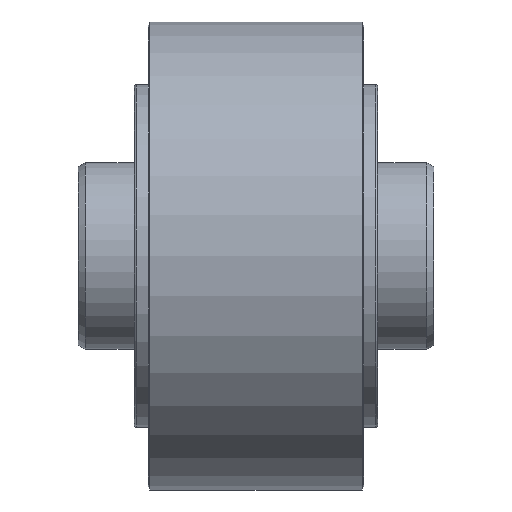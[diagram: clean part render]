
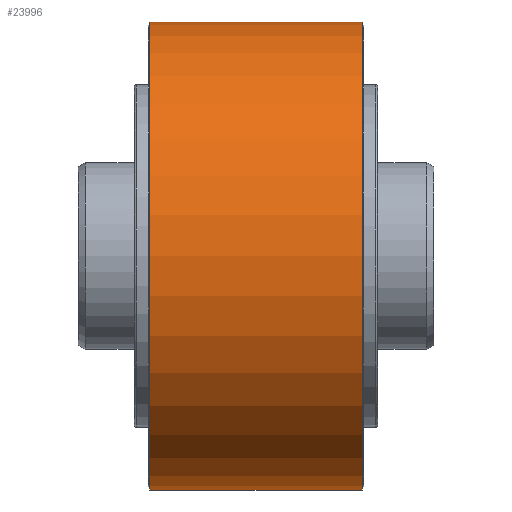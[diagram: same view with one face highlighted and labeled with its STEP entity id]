
A CAD part, top view. The second image highlights one B-rep face of the part: STEP entity #23996.
In plain terms, the highlighted cylindrical face has radius 37.5 mm (diameter 75 mm), a partial arc.
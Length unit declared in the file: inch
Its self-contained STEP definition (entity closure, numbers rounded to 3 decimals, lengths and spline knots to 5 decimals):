
#22706=CARTESIAN_POINT('',(-0.66929,0.,0.));
#22707=DIRECTION('',(-1.,0.,0.));
#22708=DIRECTION('',(0.,-1.,0.));
#22709=AXIS2_PLACEMENT_3D('',#22706,#22707,#22708);
#22806=DIRECTION('',(1.,0.,0.));
#22807=VECTOR('',#22806,1.33858);
#22808=CARTESIAN_POINT('',(-0.66929,1.47638,0.));
#22809=LINE('',#22808,#22807);
#22810=DIRECTION('',(-1.,0.,0.));
#22811=VECTOR('',#22810,1.33858);
#22812=CARTESIAN_POINT('',(0.66929,-1.47638,0.));
#22813=LINE('',#22812,#22811);
#22814=CARTESIAN_POINT('',(0.66929,0.,0.));
#22815=DIRECTION('',(1.,0.,0.));
#22816=DIRECTION('',(0.,1.,0.));
#22817=AXIS2_PLACEMENT_3D('',#22814,#22815,#22816);
#23656=CARTESIAN_POINT('',(-0.66929,-1.47638,0.));
#23657=CARTESIAN_POINT('',(-0.66929,1.47638,0.));
#23658=VERTEX_POINT('',#23656);
#23659=VERTEX_POINT('',#23657);
#23660=CARTESIAN_POINT('',(0.66929,1.47638,0.));
#23661=VERTEX_POINT('',#23660);
#23662=CARTESIAN_POINT('',(0.66929,-1.47638,0.));
#23663=VERTEX_POINT('',#23662);
#23982=CARTESIAN_POINT('',(-0.66929,0.,0.));
#23983=DIRECTION('',(1.,0.,0.));
#23984=DIRECTION('',(0.,-1.,0.));
#23985=AXIS2_PLACEMENT_3D('',#23982,#23983,#23984);
#23986=CYLINDRICAL_SURFACE('',#23985,1.47638);
#23988=ORIENTED_EDGE('',*,*,#23987,.T.);
#23989=ORIENTED_EDGE('',*,*,#23899,.T.);
#23991=ORIENTED_EDGE('',*,*,#23990,.T.);
#23993=ORIENTED_EDGE('',*,*,#23992,.T.);
#23994=EDGE_LOOP('',(#23988,#23989,#23991,#23993));
#23995=FACE_OUTER_BOUND('',#23994,.F.);
#22710=CIRCLE('',#22709,1.47638);
#22818=CIRCLE('',#22817,1.47638);
#23899=EDGE_CURVE('',#23658,#23659,#22710,.T.);
#23987=EDGE_CURVE('',#23663,#23658,#22813,.T.);
#23990=EDGE_CURVE('',#23659,#23661,#22809,.T.);
#23992=EDGE_CURVE('',#23661,#23663,#22818,.T.);
#23996=ADVANCED_FACE('',(#23995),#23986,.T.);
